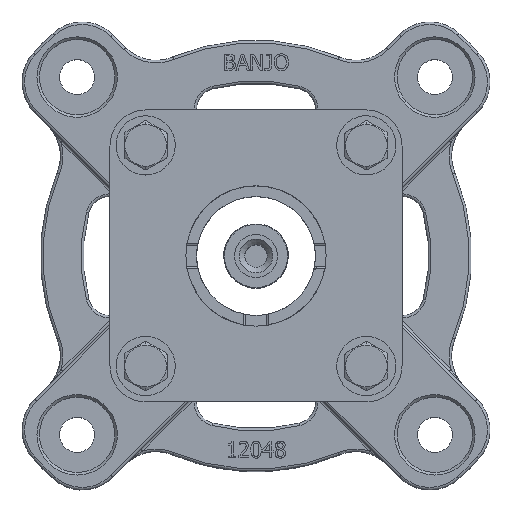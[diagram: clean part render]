
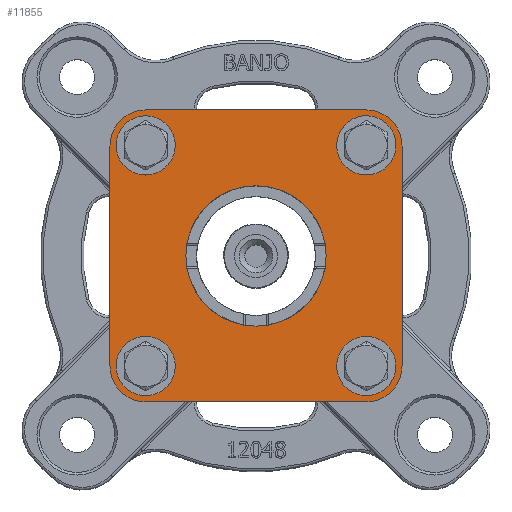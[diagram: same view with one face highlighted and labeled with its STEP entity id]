
A CAD part, top view. The second image highlights one B-rep face of the part: STEP entity #11855.
In plain terms, the highlighted planar face has unit normal (0, 0, 1).
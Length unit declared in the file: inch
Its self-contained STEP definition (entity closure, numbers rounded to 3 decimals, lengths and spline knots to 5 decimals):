
#1193=LINE('',#21718,#1954);
#1197=LINE('',#21730,#1958);
#1201=LINE('',#21742,#1962);
#1205=LINE('',#21753,#1966);
#1954=VECTOR('',#15955,0.3937);
#1958=VECTOR('',#15967,0.3937);
#1962=VECTOR('',#15979,0.3937);
#1966=VECTOR('',#15991,0.3937);
#2489=FACE_BOUND('',#3962,.T.);
#2490=FACE_BOUND('',#3963,.T.);
#2491=FACE_BOUND('',#3964,.T.);
#2492=FACE_BOUND('',#3965,.T.);
#2493=FACE_BOUND('',#3966,.T.);
#2641=PLANE('',#13205);
#3170=FACE_OUTER_BOUND('',#3961,.T.);
#3961=EDGE_LOOP('',(#10186,#10187,#10188,#10189,#10190,#10191,#10192,#10193));
#3962=EDGE_LOOP('',(#10194));
#3963=EDGE_LOOP('',(#10195));
#3964=EDGE_LOOP('',(#10196));
#3965=EDGE_LOOP('',(#10197));
#3966=EDGE_LOOP('',(#10198));
#4705=CIRCLE('',#13176,0.815);
#4707=CIRCLE('',#13179,0.1615);
#4709=CIRCLE('',#13182,0.1615);
#4711=CIRCLE('',#13185,0.1615);
#4713=CIRCLE('',#13188,0.1615);
#4714=CIRCLE('',#13190,0.42);
#4716=CIRCLE('',#13194,0.42);
#4718=CIRCLE('',#13198,0.42);
#4720=CIRCLE('',#13202,0.42);
#5624=VERTEX_POINT('',#21680);
#5626=VERTEX_POINT('',#21686);
#5628=VERTEX_POINT('',#21692);
#5630=VERTEX_POINT('',#21698);
#5632=VERTEX_POINT('',#21704);
#5633=VERTEX_POINT('',#21708);
#5634=VERTEX_POINT('',#21709);
#5637=VERTEX_POINT('',#21717);
#5639=VERTEX_POINT('',#21723);
#5641=VERTEX_POINT('',#21729);
#5643=VERTEX_POINT('',#21735);
#5645=VERTEX_POINT('',#21741);
#5647=VERTEX_POINT('',#21747);
#7154=EDGE_CURVE('',#5624,#5624,#4705,.T.);
#7157=EDGE_CURVE('',#5626,#5626,#4707,.T.);
#7160=EDGE_CURVE('',#5628,#5628,#4709,.T.);
#7163=EDGE_CURVE('',#5630,#5630,#4711,.T.);
#7166=EDGE_CURVE('',#5632,#5632,#4713,.T.);
#7167=EDGE_CURVE('',#5633,#5634,#4714,.T.);
#7171=EDGE_CURVE('',#5634,#5637,#1193,.T.);
#7174=EDGE_CURVE('',#5637,#5639,#4716,.T.);
#7177=EDGE_CURVE('',#5639,#5641,#1197,.T.);
#7180=EDGE_CURVE('',#5641,#5643,#4718,.T.);
#7183=EDGE_CURVE('',#5643,#5645,#1201,.T.);
#7186=EDGE_CURVE('',#5645,#5647,#4720,.T.);
#7189=EDGE_CURVE('',#5647,#5633,#1205,.T.);
#10186=ORIENTED_EDGE('',*,*,#7167,.F.);
#10187=ORIENTED_EDGE('',*,*,#7189,.F.);
#10188=ORIENTED_EDGE('',*,*,#7186,.F.);
#10189=ORIENTED_EDGE('',*,*,#7183,.F.);
#10190=ORIENTED_EDGE('',*,*,#7180,.F.);
#10191=ORIENTED_EDGE('',*,*,#7177,.F.);
#10192=ORIENTED_EDGE('',*,*,#7174,.F.);
#10193=ORIENTED_EDGE('',*,*,#7171,.F.);
#10194=ORIENTED_EDGE('',*,*,#7154,.T.);
#10195=ORIENTED_EDGE('',*,*,#7157,.T.);
#10196=ORIENTED_EDGE('',*,*,#7160,.T.);
#10197=ORIENTED_EDGE('',*,*,#7163,.T.);
#10198=ORIENTED_EDGE('',*,*,#7166,.T.);
#11855=ADVANCED_FACE('',(#3170,#2489,#2490,#2491,#2492,#2493),#2641,.T.);
#13176=AXIS2_PLACEMENT_3D('',#21682,#15915,#15916);
#13179=AXIS2_PLACEMENT_3D('',#21688,#15922,#15923);
#13182=AXIS2_PLACEMENT_3D('',#21694,#15929,#15930);
#13185=AXIS2_PLACEMENT_3D('',#21700,#15936,#15937);
#13188=AXIS2_PLACEMENT_3D('',#21706,#15943,#15944);
#13190=AXIS2_PLACEMENT_3D('',#21710,#15947,#15948);
#13194=AXIS2_PLACEMENT_3D('',#21724,#15960,#15961);
#13198=AXIS2_PLACEMENT_3D('',#21736,#15972,#15973);
#13202=AXIS2_PLACEMENT_3D('',#21748,#15984,#15985);
#13205=AXIS2_PLACEMENT_3D('',#21755,#15993,#15994);
#15915=DIRECTION('center_axis',(0.,0.,-1.));
#15916=DIRECTION('ref_axis',(-1.,0.,0.));
#15922=DIRECTION('center_axis',(0.,0.,-1.));
#15923=DIRECTION('ref_axis',(-1.,0.,0.));
#15929=DIRECTION('center_axis',(0.,0.,-1.));
#15930=DIRECTION('ref_axis',(-1.,0.,0.));
#15936=DIRECTION('center_axis',(0.,0.,-1.));
#15937=DIRECTION('ref_axis',(-1.,0.,0.));
#15943=DIRECTION('center_axis',(0.,0.,-1.));
#15944=DIRECTION('ref_axis',(-1.,0.,0.));
#15947=DIRECTION('center_axis',(0.,0.,-1.));
#15948=DIRECTION('ref_axis',(-1.,0.,0.));
#15955=DIRECTION('',(0.,-1.,0.));
#15960=DIRECTION('center_axis',(0.,0.,-1.));
#15961=DIRECTION('ref_axis',(0.,1.,0.));
#15967=DIRECTION('',(-1.,0.,0.));
#15972=DIRECTION('center_axis',(0.,0.,-1.));
#15973=DIRECTION('ref_axis',(1.,0.,0.));
#15979=DIRECTION('',(0.,1.,0.));
#15984=DIRECTION('center_axis',(0.,0.,-1.));
#15985=DIRECTION('ref_axis',(0.,-1.,0.));
#15991=DIRECTION('',(1.,0.,0.));
#15993=DIRECTION('center_axis',(0.,0.,1.));
#15994=DIRECTION('ref_axis',(1.,0.,0.));
#21680=CARTESIAN_POINT('',(0.815,0.,0.03125));
#21682=CARTESIAN_POINT('Origin',(0.,0.,0.03125));
#21686=CARTESIAN_POINT('',(-1.12013,-1.28163,0.03125));
#21688=CARTESIAN_POINT('Origin',(-1.28163,-1.28163,0.03125));
#21692=CARTESIAN_POINT('',(1.44313,-1.28163,0.03125));
#21694=CARTESIAN_POINT('Origin',(1.28163,-1.28163,0.03125));
#21698=CARTESIAN_POINT('',(1.44313,1.28163,0.03125));
#21700=CARTESIAN_POINT('Origin',(1.28163,1.28163,0.03125));
#21704=CARTESIAN_POINT('',(-1.12013,1.28163,0.03125));
#21706=CARTESIAN_POINT('Origin',(-1.28163,1.28163,0.03125));
#21708=CARTESIAN_POINT('',(1.2765,1.6965,0.03125));
#21709=CARTESIAN_POINT('',(1.6965,1.2765,0.03125));
#21710=CARTESIAN_POINT('Origin',(1.2765,1.2765,0.03125));
#21717=CARTESIAN_POINT('',(1.6965,-1.2765,0.03125));
#21718=CARTESIAN_POINT('',(1.6965,1.2765,0.03125));
#21723=CARTESIAN_POINT('',(1.2765,-1.6965,0.03125));
#21724=CARTESIAN_POINT('Origin',(1.2765,-1.2765,0.03125));
#21729=CARTESIAN_POINT('',(-1.2765,-1.6965,0.03125));
#21730=CARTESIAN_POINT('',(1.2765,-1.6965,0.03125));
#21735=CARTESIAN_POINT('',(-1.6965,-1.2765,0.03125));
#21736=CARTESIAN_POINT('Origin',(-1.2765,-1.2765,0.03125));
#21741=CARTESIAN_POINT('',(-1.6965,1.2765,0.03125));
#21742=CARTESIAN_POINT('',(-1.6965,-1.2765,0.03125));
#21747=CARTESIAN_POINT('',(-1.2765,1.6965,0.03125));
#21748=CARTESIAN_POINT('Origin',(-1.2765,1.2765,0.03125));
#21753=CARTESIAN_POINT('',(-1.2765,1.6965,0.03125));
#21755=CARTESIAN_POINT('Origin',(0.,0.,
0.03125));
